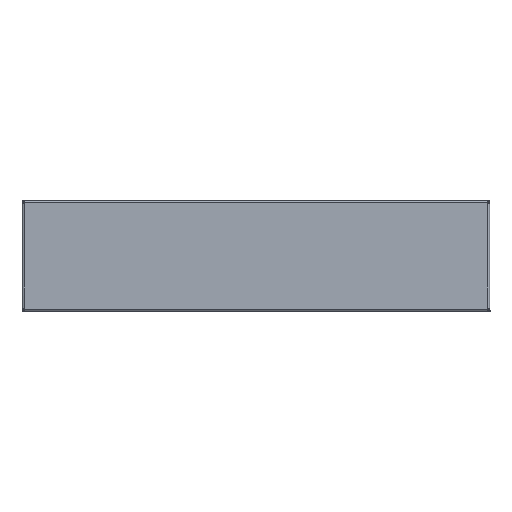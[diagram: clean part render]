
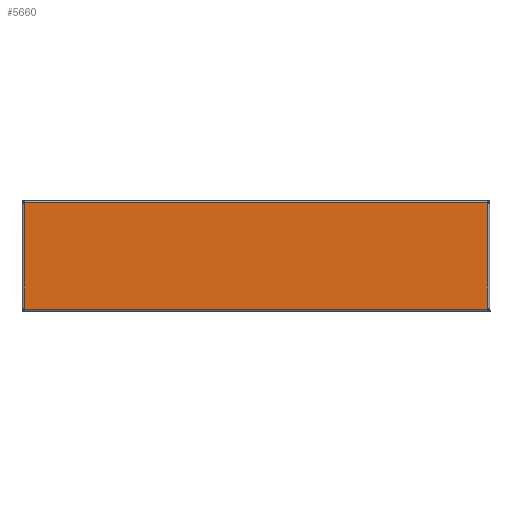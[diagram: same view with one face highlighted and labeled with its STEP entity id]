
A CAD part, top view. The second image highlights one B-rep face of the part: STEP entity #5660.
In plain terms, the highlighted planar face has unit normal (0, 0, 1).
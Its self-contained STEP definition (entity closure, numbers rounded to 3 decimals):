
#333 = CIRCLE ( 'NONE', #7309, 2.5 ) ;
#582 = CARTESIAN_POINT ( 'NONE',  ( 839.815, 196., 0. ) ) ;
#632 = DIRECTION ( 'NONE',  ( -1., 0., 0. ) ) ;
#707 = CARTESIAN_POINT ( 'NONE',  ( 840.3, 195.125, 0. ) ) ;
#895 = DIRECTION ( 'NONE',  ( 1., 0., 0. ) ) ;
#908 = DIRECTION ( 'NONE',  ( 0., -1., 0. ) ) ;
#934 = VERTEX_POINT ( 'NONE', #1877 ) ;
#1286 = CARTESIAN_POINT ( 'NONE',  ( 3.7, 195.125, 0. ) ) ;
#1399 = EDGE_CURVE ( 'NONE', #4426, #5053, #7234, .T. ) ;
#1464 = CARTESIAN_POINT ( 'NONE',  ( 842.2, 2.25, 0. ) ) ;
#1592 = EDGE_CURVE ( 'NONE', #6207, #934, #5824, .T. ) ;
#1700 = CARTESIAN_POINT ( 'NONE',  ( 4.185, 196., 0. ) ) ;
#1721 = ORIENTED_EDGE ( 'NONE', *, *, #1399, .T. ) ;
#1804 = EDGE_CURVE ( 'NONE', #3175, #6207, #1828, .T. ) ;
#1809 = ORIENTED_EDGE ( 'NONE', *, *, #1592, .T. ) ;
#1828 = CIRCLE ( 'NONE', #2822, 2.5 ) ;
#1877 = CARTESIAN_POINT ( 'NONE',  ( 3.7, 3.875, 0. ) ) ;
#2345 = ORIENTED_EDGE ( 'NONE', *, *, #6139, .T. ) ;
#2435 = VERTEX_POINT ( 'NONE', #4821 ) ;
#2583 = CARTESIAN_POINT ( 'NONE',  ( 0., 3., 0. ) ) ;
#2822 = AXIS2_PLACEMENT_3D ( 'NONE', #3450, #4072, #895 ) ;
#2953 = CARTESIAN_POINT ( 'NONE',  ( 1.8, 2.25, 0. ) ) ;
#2964 = DIRECTION ( 'NONE',  ( 0., 0., -1. ) ) ;
#3033 = DIRECTION ( 'NONE',  ( -1., 0., 0. ) ) ;
#3043 = PLANE ( 'NONE',  #4534 ) ;
#3136 = DIRECTION ( 'NONE',  ( 1., 0., 0. ) ) ;
#3175 = VERTEX_POINT ( 'NONE', #1700 ) ;
#3222 = EDGE_LOOP ( 'NONE', ( #4376, #7233, #3666, #1809, #2345, #6986, #3266, #1721 ) ) ;
#3266 = ORIENTED_EDGE ( 'NONE', *, *, #5030, .T. ) ;
#3450 = CARTESIAN_POINT ( 'NONE',  ( 1.8, 196.75, 0. ) ) ;
#3499 = VECTOR ( 'NONE', #7611, 1000. ) ;
#3524 = CIRCLE ( 'NONE', #5556, 2.5 ) ;
#3641 = DIRECTION ( 'NONE',  ( -1., 0., 0. ) ) ;
#3666 = ORIENTED_EDGE ( 'NONE', *, *, #1804, .T. ) ;
#3694 = CARTESIAN_POINT ( 'NONE',  ( 842.2, 196.75, 0. ) ) ;
#3915 = EDGE_CURVE ( 'NONE', #4130, #3175, #5796, .T. ) ;
#3924 = CARTESIAN_POINT ( 'NONE',  ( 3.7, 196., 0. ) ) ;
#4060 = EDGE_CURVE ( 'NONE', #2435, #7254, #6788, .T. ) ;
#4072 = DIRECTION ( 'NONE',  ( 0., 0., -1. ) ) ;
#4095 = CARTESIAN_POINT ( 'NONE',  ( 840.3, 3., 0. ) ) ;
#4129 = DIRECTION ( 'NONE',  ( 0., 0., -1. ) ) ;
#4130 = VERTEX_POINT ( 'NONE', #582 ) ;
#4257 = DIRECTION ( 'NONE',  ( 0., 1., 0. ) ) ;
#4376 = ORIENTED_EDGE ( 'NONE', *, *, #7456, .T. ) ;
#4426 = VERTEX_POINT ( 'NONE', #5213 ) ;
#4534 = AXIS2_PLACEMENT_3D ( 'NONE', #6532, #2964, #3641 ) ;
#4720 = VECTOR ( 'NONE', #908, 1000. ) ;
#4821 = CARTESIAN_POINT ( 'NONE',  ( 4.185, 3., 0. ) ) ;
#5030 = EDGE_CURVE ( 'NONE', #7254, #4426, #333, .T. ) ;
#5053 = VERTEX_POINT ( 'NONE', #707 ) ;
#5201 = CARTESIAN_POINT ( 'NONE',  ( 844., 196., 0. ) ) ;
#5213 = CARTESIAN_POINT ( 'NONE',  ( 840.3, 3.875, 0. ) ) ;
#5556 = AXIS2_PLACEMENT_3D ( 'NONE', #2953, #6520, #3033 ) ;
#5608 = VECTOR ( 'NONE', #4257, 1000. ) ;
#5629 = DIRECTION ( 'NONE',  ( 0., 0., -1. ) ) ;
#5660 = ADVANCED_FACE ( 'NONE', ( #5885 ), #3043, .F. ) ;
#5796 = LINE ( 'NONE', #5201, #3499 ) ;
#5824 = LINE ( 'NONE', #3924, #4720 ) ;
#5885 = FACE_OUTER_BOUND ( 'NONE', #3222, .T. ) ;
#6063 = AXIS2_PLACEMENT_3D ( 'NONE', #3694, #4129, #632 ) ;
#6139 = EDGE_CURVE ( 'NONE', #934, #2435, #3524, .T. ) ;
#6187 = DIRECTION ( 'NONE',  ( 1., 0., 0. ) ) ;
#6207 = VERTEX_POINT ( 'NONE', #1286 ) ;
#6520 = DIRECTION ( 'NONE',  ( 0., 0., -1. ) ) ;
#6532 = CARTESIAN_POINT ( 'NONE',  ( 0., 199., 0. ) ) ;
#6566 = CARTESIAN_POINT ( 'NONE',  ( 839.815, 3., 0. ) ) ;
#6788 = LINE ( 'NONE', #2583, #7541 ) ;
#6986 = ORIENTED_EDGE ( 'NONE', *, *, #4060, .T. ) ;
#7233 = ORIENTED_EDGE ( 'NONE', *, *, #3915, .T. ) ;
#7234 = LINE ( 'NONE', #4095, #5608 ) ;
#7254 = VERTEX_POINT ( 'NONE', #6566 ) ;
#7309 = AXIS2_PLACEMENT_3D ( 'NONE', #1464, #5629, #3136 ) ;
#7456 = EDGE_CURVE ( 'NONE', #5053, #4130, #7826, .T. ) ;
#7541 = VECTOR ( 'NONE', #6187, 1000. ) ;
#7611 = DIRECTION ( 'NONE',  ( -1., 0., 0. ) ) ;
#7826 = CIRCLE ( 'NONE', #6063, 2.5 ) ;
